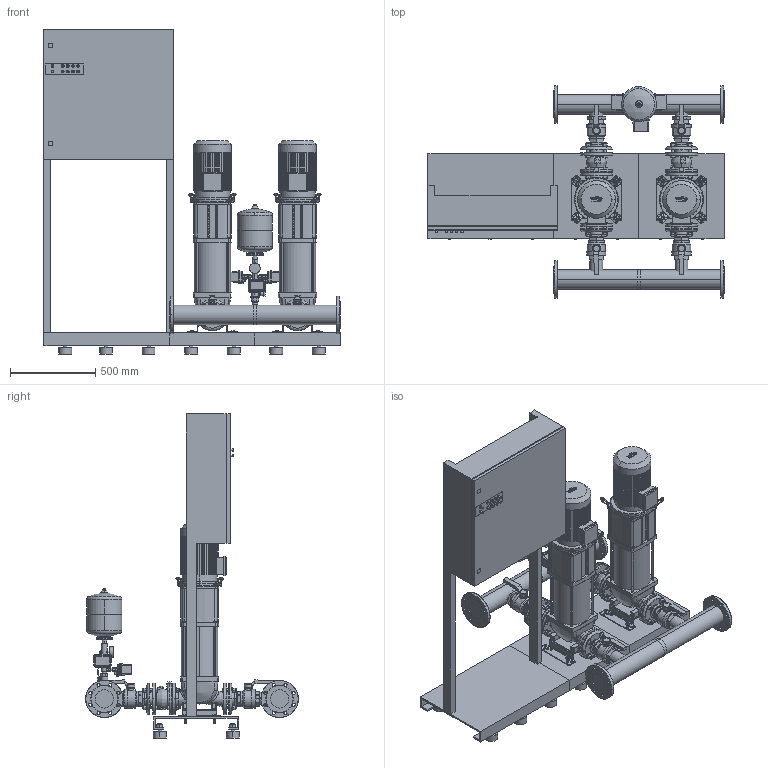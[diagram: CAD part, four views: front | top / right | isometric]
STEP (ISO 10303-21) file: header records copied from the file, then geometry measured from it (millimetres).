
FILE_DESCRIPTION((''),'2;1');
FILE_NAME('3d_FLA-2HELIXV3603_1_K-01PN10-2534383.stp','2013-07-05T14:26:00',(''),(''),'Mechanical Desktop 2009','Mechanical Desktop 2009',', , ');
FILE_SCHEMA(('CONFIG_CONTROL_DESIGN'));
Length unit declared in the file: millimetre
Products named in the file (1): Product
Bounding box: 1740 x 1250 x 1905 mm (x, y, z)
Volume: 261460348.1 mm3; surface area: 12840792.6 mm2
Topology: 151 solids, 151 shells, 4793 faces, 12201 edges, 7908 vertices
Faces by surface type: bspline 2061, plane 1598, cylinder 849, torus 140, cone 139, sphere 6
Entity records: 168824 total; most frequent: CARTESIAN_POINT 56131, ORIENTED_EDGE 24370, DIRECTION 21191, EDGE_CURVE 12185, VERTEX_POINT 7904, VECTOR 7627, LINE 7627, AXIS2_PLACEMENT_3D 6782
